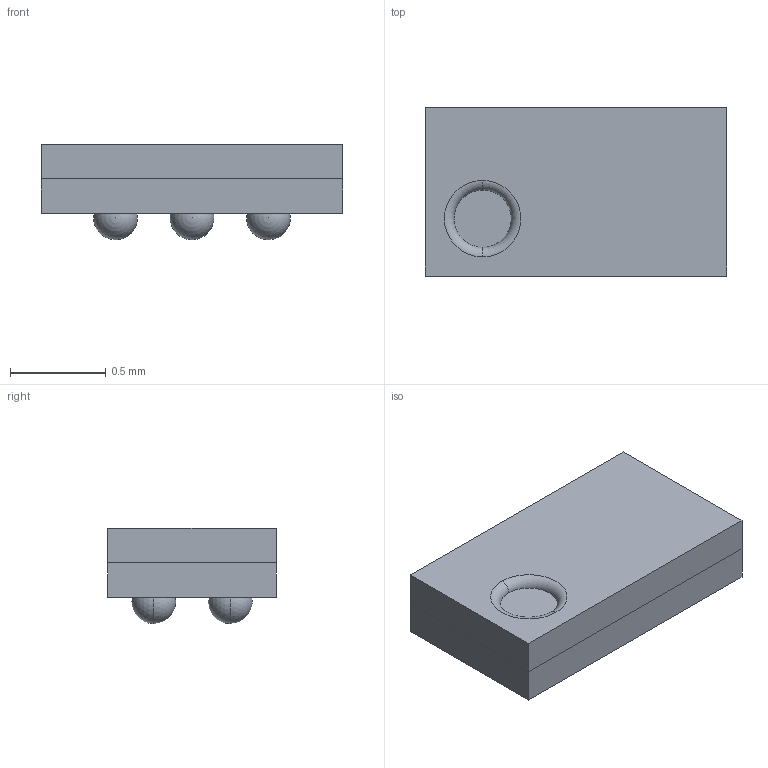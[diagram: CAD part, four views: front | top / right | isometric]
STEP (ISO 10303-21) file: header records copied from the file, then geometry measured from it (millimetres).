
FILE_DESCRIPTION (( 'STEP AP214' ), '1' );
FILE_NAME ( 'BGA6C40P3X2_157X88X50B23.STEP', '2015-12-04T17:00:26', ( '' ), ( '' ), 'FPX Expert 2013', 'PCB Libraries', '' );
FILE_SCHEMA (( 'AUTOMOTIVE_DESIGN' ));
Length unit declared in the file: millimetre
Products named in the file (1): BGA6C40P3X2_157X88X50B23
Bounding box: 1.58 x 0.88 x 0.5 mm (x, y, z)
Volume: 0.5 mm3; surface area: 8.4 mm2
Topology: 8 solids, 8 shells, 27 faces, 72 edges, 50 vertices
Faces by surface type: plane 13, sphere 12, torus 2
Entity records: 806 total; most frequent: DIRECTION 116, CARTESIAN_POINT 102, ORIENTED_EDGE 84, AXIS2_PLACEMENT_3D 46, EDGE_CURVE 42, STYLED_ITEM 36, PRESENTATION_LAYER_ASSIGNMENT 36, MECHANICAL_DESIGN_GEOMETRIC_PRESENTATION_REPRESENTATION 36
